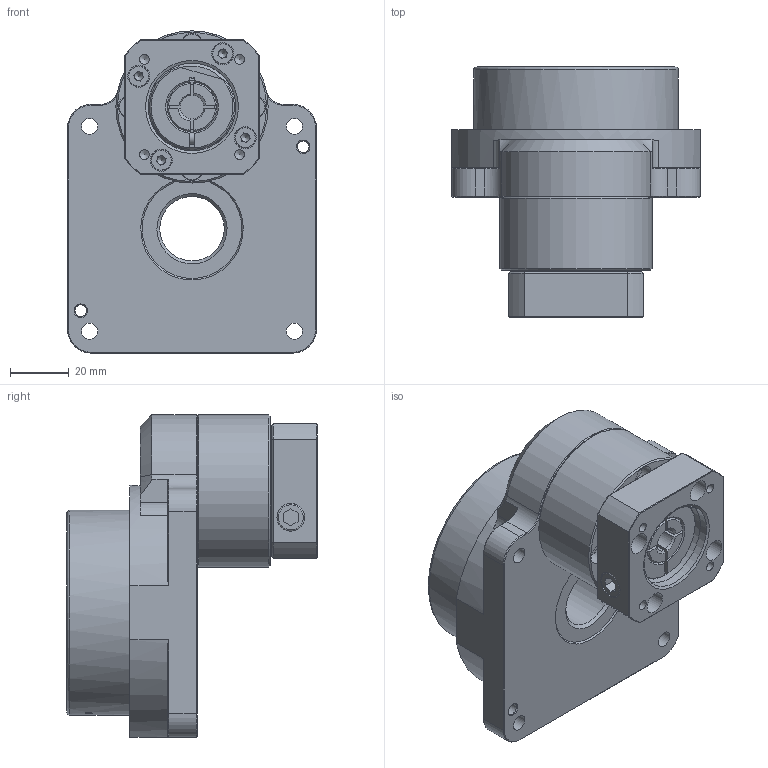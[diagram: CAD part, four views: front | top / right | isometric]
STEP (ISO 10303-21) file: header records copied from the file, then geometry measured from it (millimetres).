
FILE_DESCRIPTION((''),'2;1');
FILE_NAME('KGT-85B-1 (S8).stp','2018-10-29T14:21:44',('Young'),(''),'Autodesk Inventor 2012','Autodesk Inventor 2012','');
FILE_SCHEMA(('AUTOMOTIVE_DESIGN { 1 0 10303 214 1 1 1 1 }'));
Length unit declared in the file: millimetre
Products named in the file (1): KGT-85B-1 (S8)
Bounding box: 85 x 85.5 x 110.1 mm (x, y, z)
Volume: 286225.6 mm3; surface area: 69311.1 mm2
Topology: 1 solids, 28 shells, 591 faces, 1377 edges, 867 vertices
Faces by surface type: plane 287, cylinder 155, cone 135, torus 14
Full cylindrical faces by diameter (mm): 2.5 x10, 3.3 x14, 4 x11, 4.2 x1, 4.5 x8, 5 x2, 5.5 x4, 6.8 x1, 7 x8, 7.5 x8, 8.195 x2, 19.8 x1, 20 x1, 22 x1, 24 x1, 25.912 x1, 26 x1, 26.206 x1, 28 x1, 29.8 x1, 30 x6, 32 x2, 36 x1, 45 x1, 51.127 x1, 52 x2, 57.472 x1, 70 x1, 80 x1
Entity records: 16112 total; most frequent: CARTESIAN_POINT 3099, DIRECTION 2709, ORIENTED_EDGE 2196, AXIS2_PLACEMENT_3D 1106, EDGE_CURVE 1098, EDGE_LOOP 851, VERTEX_POINT 777, STYLED_ITEM 592
